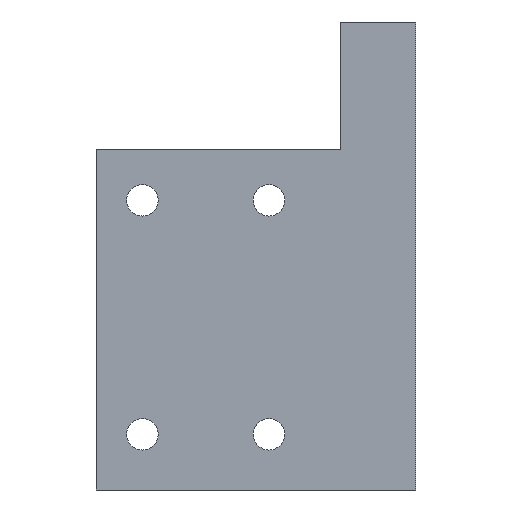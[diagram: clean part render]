
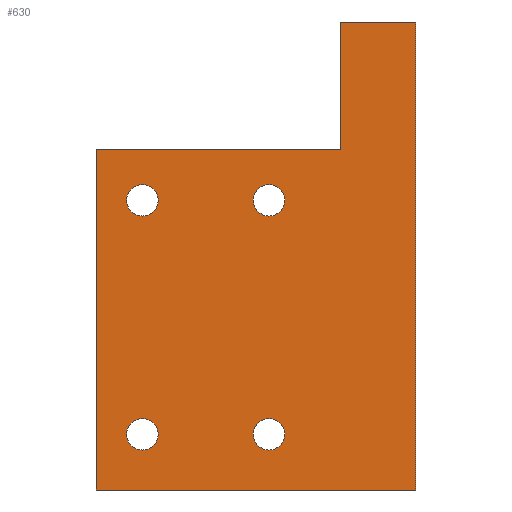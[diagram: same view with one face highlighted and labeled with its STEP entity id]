
A CAD part, front view. The second image highlights one B-rep face of the part: STEP entity #630.
In plain terms, the highlighted planar face has unit normal (0, -1, 0).
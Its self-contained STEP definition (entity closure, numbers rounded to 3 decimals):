
#119=CARTESIAN_POINT('Vertex',(-9.017,0.,55.88)) ;
#122=CARTESIAN_POINT('Line Origine',(-4.509,0.,55.88)) ;
#126=CARTESIAN_POINT('Vertex',(0.,0.,55.88)) ;
#175=CARTESIAN_POINT('Vertex',(-9.017,0.,40.64)) ;
#178=CARTESIAN_POINT('Line Origine',(-9.017,0.,48.26)) ;
#233=CARTESIAN_POINT('Vertex',(-15.672,0.,34.595)) ;
#236=CARTESIAN_POINT('Axis2P3D Location',(-17.551,0.,34.595)) ;
#240=CARTESIAN_POINT('Vertex',(-19.431,0.,34.595)) ;
#260=CARTESIAN_POINT('Axis2P3D Location',(-17.551,0.,34.595)) ;
#290=CARTESIAN_POINT('Vertex',(-34.544,0.,6.655)) ;
#293=CARTESIAN_POINT('Axis2P3D Location',(-32.664,0.,6.655)) ;
#297=CARTESIAN_POINT('Vertex',(-30.785,0.,6.655)) ;
#317=CARTESIAN_POINT('Axis2P3D Location',(-32.664,0.,6.655)) ;
#347=CARTESIAN_POINT('Vertex',(-34.544,0.,34.595)) ;
#350=CARTESIAN_POINT('Axis2P3D Location',(-32.664,0.,34.595)) ;
#354=CARTESIAN_POINT('Vertex',(-30.785,0.,34.595)) ;
#374=CARTESIAN_POINT('Axis2P3D Location',(-32.664,0.,34.595)) ;
#404=CARTESIAN_POINT('Vertex',(-19.431,0.,6.655)) ;
#407=CARTESIAN_POINT('Axis2P3D Location',(-17.551,0.,6.655)) ;
#411=CARTESIAN_POINT('Vertex',(-15.672,0.,6.655)) ;
#431=CARTESIAN_POINT('Axis2P3D Location',(-17.551,0.,6.655)) ;
#452=CARTESIAN_POINT('Vertex',(-38.202,0.,0.)) ;
#457=CARTESIAN_POINT('Line Origine',(-38.202,0.,20.32)) ;
#461=CARTESIAN_POINT('Vertex',(-38.202,0.,40.64)) ;
#492=CARTESIAN_POINT('Vertex',(0.,0.,0.)) ;
#497=CARTESIAN_POINT('Line Origine',(-19.101,0.,0.)) ;
#565=CARTESIAN_POINT('Line Origine',(-23.609,0.,40.64)) ;
#582=CARTESIAN_POINT('Line Origine',(0.,0.,27.94)) ;
#601=CARTESIAN_POINT('Axis2P3D Location',(0.,0.,0.)) ;
#123=DIRECTION('Vector Direction',(-1.,0.,0.)) ;
#179=DIRECTION('Vector Direction',(0.,0.,-1.)) ;
#237=DIRECTION('Axis2P3D Direction',(0.,-1.,0.)) ;
#261=DIRECTION('Axis2P3D Direction',(0.,-1.,0.)) ;
#294=DIRECTION('Axis2P3D Direction',(0.,-1.,0.)) ;
#318=DIRECTION('Axis2P3D Direction',(0.,-1.,0.)) ;
#351=DIRECTION('Axis2P3D Direction',(0.,-1.,0.)) ;
#375=DIRECTION('Axis2P3D Direction',(0.,-1.,0.)) ;
#408=DIRECTION('Axis2P3D Direction',(0.,-1.,0.)) ;
#432=DIRECTION('Axis2P3D Direction',(0.,-1.,0.)) ;
#458=DIRECTION('Vector Direction',(0.,0.,1.)) ;
#498=DIRECTION('Vector Direction',(-1.,0.,0.)) ;
#566=DIRECTION('Vector Direction',(1.,0.,0.)) ;
#583=DIRECTION('Vector Direction',(0.,0.,-1.)) ;
#602=DIRECTION('Axis2P3D Direction',(0.,1.,-0.)) ;
#603=DIRECTION('Axis2P3D XDirection',(-1.,0.,0.)) ;
#238=AXIS2_PLACEMENT_3D('Circle Axis2P3D',#236,#237,$) ;
#262=AXIS2_PLACEMENT_3D('Circle Axis2P3D',#260,#261,$) ;
#295=AXIS2_PLACEMENT_3D('Circle Axis2P3D',#293,#294,$) ;
#319=AXIS2_PLACEMENT_3D('Circle Axis2P3D',#317,#318,$) ;
#352=AXIS2_PLACEMENT_3D('Circle Axis2P3D',#350,#351,$) ;
#376=AXIS2_PLACEMENT_3D('Circle Axis2P3D',#374,#375,$) ;
#409=AXIS2_PLACEMENT_3D('Circle Axis2P3D',#407,#408,$) ;
#433=AXIS2_PLACEMENT_3D('Circle Axis2P3D',#431,#432,$) ;
#604=AXIS2_PLACEMENT_3D('Plane Axis2P3D',#601,#602,#603) ;
#607=ORIENTED_EDGE('',*,*,#182,.T.) ;
#608=ORIENTED_EDGE('',*,*,#569,.F.) ;
#609=ORIENTED_EDGE('',*,*,#463,.F.) ;
#610=ORIENTED_EDGE('',*,*,#501,.F.) ;
#611=ORIENTED_EDGE('',*,*,#586,.F.) ;
#612=ORIENTED_EDGE('',*,*,#128,.T.) ;
#615=ORIENTED_EDGE('',*,*,#413,.F.) ;
#616=ORIENTED_EDGE('',*,*,#435,.F.) ;
#619=ORIENTED_EDGE('',*,*,#356,.F.) ;
#620=ORIENTED_EDGE('',*,*,#378,.F.) ;
#623=ORIENTED_EDGE('',*,*,#299,.F.) ;
#624=ORIENTED_EDGE('',*,*,#321,.F.) ;
#627=ORIENTED_EDGE('',*,*,#242,.F.) ;
#628=ORIENTED_EDGE('',*,*,#264,.F.) ;
#617=FACE_BOUND('',#614,.T.) ;
#621=FACE_BOUND('',#618,.T.) ;
#625=FACE_BOUND('',#622,.T.) ;
#629=FACE_BOUND('',#626,.T.) ;
#124=VECTOR('Line Direction',#123,1.) ;
#180=VECTOR('Line Direction',#179,1.) ;
#459=VECTOR('Line Direction',#458,1.) ;
#499=VECTOR('Line Direction',#498,1.) ;
#567=VECTOR('Line Direction',#566,1.) ;
#584=VECTOR('Line Direction',#583,1.) ;
#630=ADVANCED_FACE('PartBody',(#613,#617,#621,#625,#629),#605,.F.) ;
#239=CIRCLE('generated circle',#238,1.88) ;
#263=CIRCLE('generated circle',#262,1.88) ;
#296=CIRCLE('generated circle',#295,1.88) ;
#320=CIRCLE('generated circle',#319,1.88) ;
#353=CIRCLE('generated circle',#352,1.88) ;
#377=CIRCLE('generated circle',#376,1.88) ;
#410=CIRCLE('generated circle',#409,1.88) ;
#434=CIRCLE('generated circle',#433,1.88) ;
#128=EDGE_CURVE('',#127,#120,#125,.T.) ;
#182=EDGE_CURVE('',#120,#176,#181,.T.) ;
#242=EDGE_CURVE('',#234,#241,#239,.T.) ;
#264=EDGE_CURVE('',#241,#234,#263,.T.) ;
#299=EDGE_CURVE('',#291,#298,#296,.T.) ;
#321=EDGE_CURVE('',#298,#291,#320,.T.) ;
#356=EDGE_CURVE('',#348,#355,#353,.T.) ;
#378=EDGE_CURVE('',#355,#348,#377,.T.) ;
#413=EDGE_CURVE('',#405,#412,#410,.T.) ;
#435=EDGE_CURVE('',#412,#405,#434,.T.) ;
#463=EDGE_CURVE('',#453,#462,#460,.T.) ;
#501=EDGE_CURVE('',#493,#453,#500,.T.) ;
#569=EDGE_CURVE('',#462,#176,#568,.T.) ;
#586=EDGE_CURVE('',#127,#493,#585,.T.) ;
#606=EDGE_LOOP('',(#607,#608,#609,#610,#611,#612)) ;
#614=EDGE_LOOP('',(#615,#616)) ;
#618=EDGE_LOOP('',(#619,#620)) ;
#622=EDGE_LOOP('',(#623,#624)) ;
#626=EDGE_LOOP('',(#627,#628)) ;
#613=FACE_OUTER_BOUND('',#606,.T.) ;
#125=LINE('Line',#122,#124) ;
#181=LINE('Line',#178,#180) ;
#460=LINE('Line',#457,#459) ;
#500=LINE('Line',#497,#499) ;
#568=LINE('Line',#565,#567) ;
#585=LINE('Line',#582,#584) ;
#605=PLANE('',#604) ;
#120=VERTEX_POINT('',#119) ;
#127=VERTEX_POINT('',#126) ;
#176=VERTEX_POINT('',#175) ;
#234=VERTEX_POINT('',#233) ;
#241=VERTEX_POINT('',#240) ;
#291=VERTEX_POINT('',#290) ;
#298=VERTEX_POINT('',#297) ;
#348=VERTEX_POINT('',#347) ;
#355=VERTEX_POINT('',#354) ;
#405=VERTEX_POINT('',#404) ;
#412=VERTEX_POINT('',#411) ;
#453=VERTEX_POINT('',#452) ;
#462=VERTEX_POINT('',#461) ;
#493=VERTEX_POINT('',#492) ;
